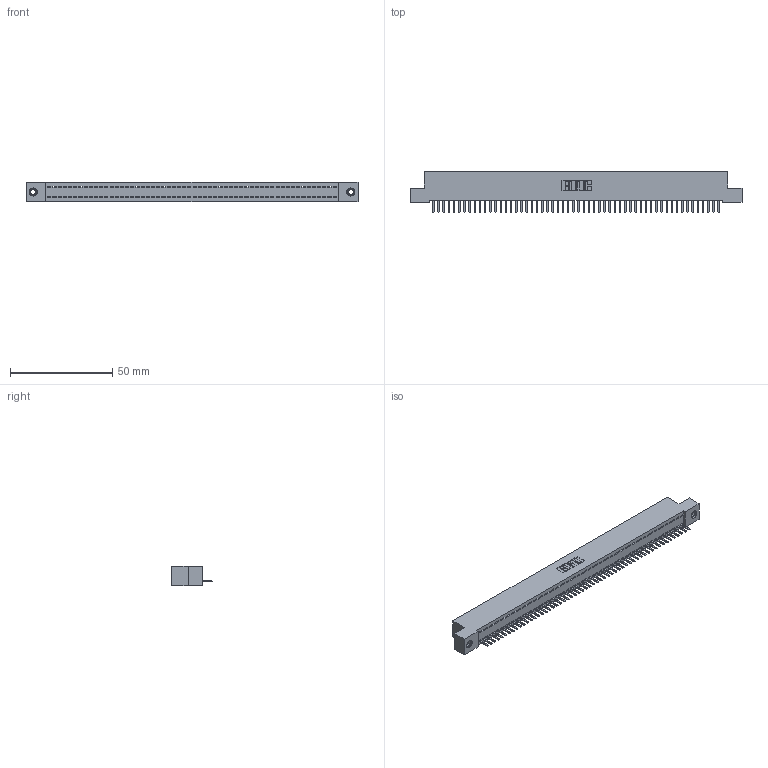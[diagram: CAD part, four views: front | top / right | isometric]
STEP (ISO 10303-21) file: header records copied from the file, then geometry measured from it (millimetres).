
FILE_DESCRIPTION (( 'STEP AP203' ), '1' );
FILE_NAME ('342-056-520-107.STEP', '2018-08-13T02:10:44', ( '' ), ( '' ), 'SwSTEP 2.0', 'SolidWorks 2016', '' );
FILE_SCHEMA (( 'CONFIG_CONTROL_DESIGN' ));
Length unit declared in the file: inch
Products named in the file (4): 342 Part_TI; 345-292-001_345-293-120; 345-250-001_345-250-005-103; 342-056-520-107
Assembly tree (59 placements, depth 2):
  342-056-520-107
    342 Part_TI
    345-292-001_345-293-120  x56
    345-250-001_345-250-005-103  x2
Bounding box: 162.56 x 20.02 x 9.4 mm (x, y, z)
Volume: 14131.1 mm3; surface area: 20529.2 mm2
Topology: 59 solids, 59 shells, 3642 faces, 10739 edges, 7002 vertices
Faces by surface type: plane 2562, cylinder 1064, cone 12, torus 4
Entity records: 33592 total; most frequent: CARTESIAN_POINT 5785, ORIENTED_EDGE 5758, DIRECTION 4873, EDGE_CURVE 2879, VECTOR 2727, LINE 2727, VERTEX_POINT 1912, AXIS2_PLACEMENT_3D 1073
